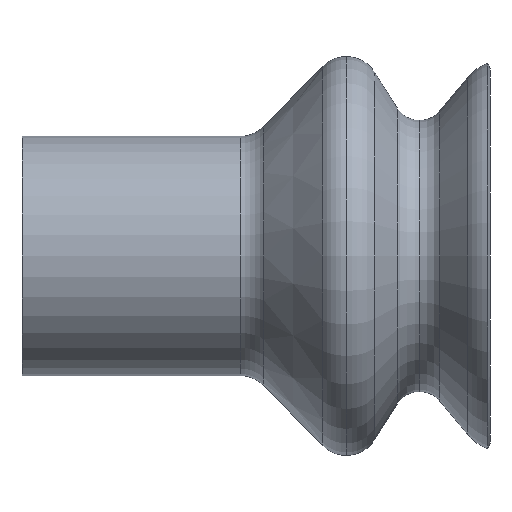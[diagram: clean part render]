
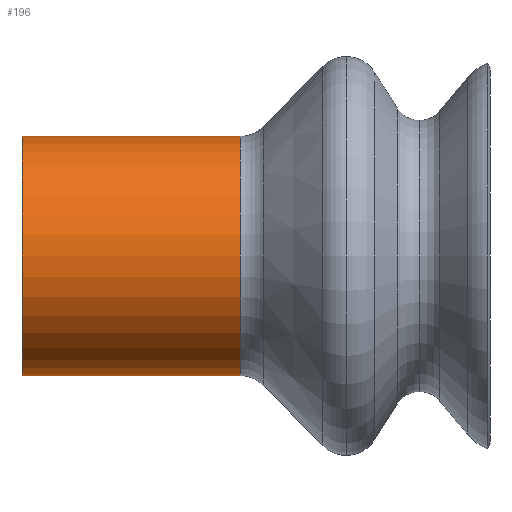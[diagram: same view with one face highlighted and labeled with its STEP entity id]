
A CAD part, left-side view. The second image highlights one B-rep face of the part: STEP entity #196.
In plain terms, the highlighted cylindrical face has radius 9 mm (diameter 18 mm), a partial arc.
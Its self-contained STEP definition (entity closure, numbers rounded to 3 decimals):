
#196=ADVANCED_FACE('',(#443),#444,.T.);
#443=FACE_OUTER_BOUND('',#735,.T.);
#444=CYLINDRICAL_SURFACE('',#736,9.0);
#735=EDGE_LOOP('',(#4374,#4375,#4376,#4377));
#736=AXIS2_PLACEMENT_3D('',#4378,#4379,#4380);
#4374=ORIENTED_EDGE('',*,*,#4794,.F.);
#4375=ORIENTED_EDGE('',*,*,#4798,.T.);
#4376=ORIENTED_EDGE('',*,*,#4796,.T.);
#4377=ORIENTED_EDGE('',*,*,#4884,.F.);
#4378=CARTESIAN_POINT('',(0.0,1.916,0.0));
#4379=DIRECTION('',(0.0,1.0,0.0));
#4380=DIRECTION('',(0.0,0.0,1.0));
#4794=EDGE_CURVE('',#5151,#5153,#5154,.T.);
#4796=EDGE_CURVE('',#5150,#5155,#5157,.T.);
#4798=EDGE_CURVE('',#5151,#5150,#5159,.T.);
#4884=EDGE_CURVE('',#5153,#5155,#5269,.T.);
#5150=VERTEX_POINT('',#5981);
#5151=VERTEX_POINT('',#5982);
#5153=VERTEX_POINT('',#5984);
#5154=LINE('',#5985,#5986);
#5155=VERTEX_POINT('',#5987);
#5157=LINE('',#5989,#5990);
#5159=CIRCLE('',#5992,9.0);
#5269=CIRCLE('',#6118,9.0);
#5981=CARTESIAN_POINT('',(0.0,-16.4,9.0));
#5982=CARTESIAN_POINT('',(0.,-16.4,-9.0));
#5984=CARTESIAN_POINT('',(0.,0.0,-9.0));
#5985=CARTESIAN_POINT('',(0.,1.916,-9.0));
#5986=VECTOR('',#7373,1000.0);
#5987=CARTESIAN_POINT('',(0.0,0.0,9.0));
#5989=CARTESIAN_POINT('',(0.0,1.916,9.0));
#5990=VECTOR('',#7377,1000.0);
#5992=AXIS2_PLACEMENT_3D('',#7378,#7379,#7380);
#6118=AXIS2_PLACEMENT_3D('',#7511,#7512,#7513);
#7373=DIRECTION('',(0.0,1.0,0.0));
#7377=DIRECTION('',(0.0,1.0,0.0));
#7378=CARTESIAN_POINT('',(0.0,-16.4,0.0));
#7379=DIRECTION('',(0.0,1.0,0.0));
#7380=DIRECTION('',(0.0,0.0,1.0));
#7511=CARTESIAN_POINT('',(0.0,0.0,0.0));
#7512=DIRECTION('',(0.0,1.0,0.0));
#7513=DIRECTION('',(0.0,0.0,1.0));
